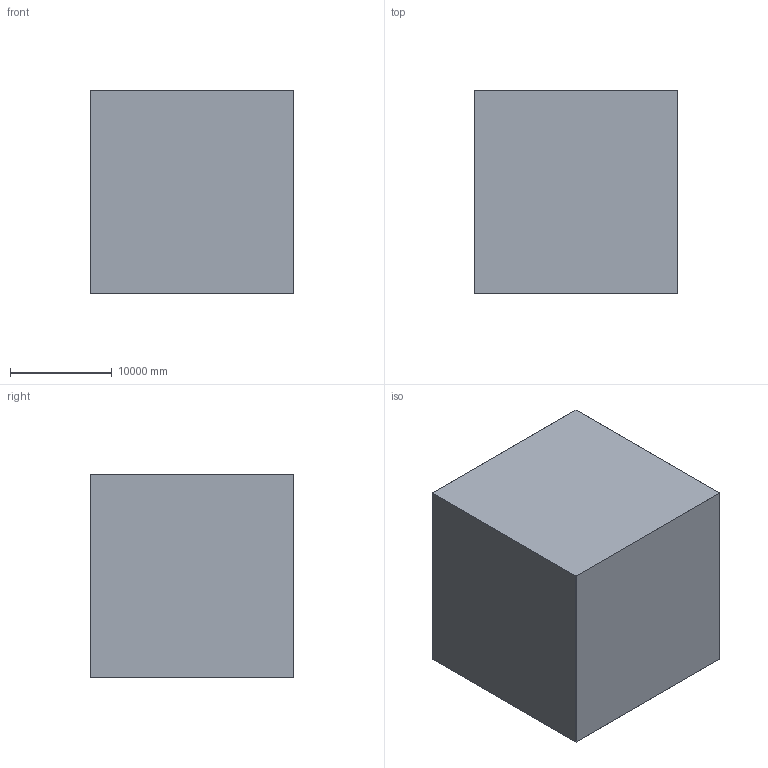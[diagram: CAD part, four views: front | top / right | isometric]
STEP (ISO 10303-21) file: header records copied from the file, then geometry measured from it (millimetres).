
FILE_DESCRIPTION(('Open CASCADE Model'),'2;1');
FILE_NAME('Open CASCADE Shape Model','2021-09-04T22:11:14',('Author'),( 'Open CASCADE'),'Open CASCADE STEP processor 7.4','Open CASCADE 7.4' ,'Unknown');
FILE_SCHEMA(('AUTOMOTIVE_DESIGN { 1 0 10303 214 1 1 1 1 }'));
Length unit declared in the file: millimetre
Products named in the file (5): CQ_assembly; graveyard; graveyard_part; a38535d2-0dc4-11ec-8eee-a434d95c2a9c; a38535d2-0dc4-11ec-8eee-a434d95c2a9c_part
Assembly tree (4 placements, depth 4):
  CQ_assembly
    graveyard
      graveyard_part
      a38535d2-0dc4-11ec-8eee-a434d95c2a9c
        a38535d2-0dc4-11ec-8eee-a434d95c2a9c_part
Bounding box: 20010 x 20010 x 20010 mm (x, y, z)
Volume: 12006001000 mm3; surface area: 4802400600 mm2
Topology: 1 solids, 2 shells, 12 faces, 24 edges, 16 vertices
Faces by surface type: plane 12
Entity records: 709 total; most frequent: DIRECTION 106, CARTESIAN_POINT 105, LINE 72, VECTOR 72, ORIENTED_EDGE 48, PCURVE 48, DEFINITIONAL_REPRESENTATION 48, EDGE_CURVE 24
